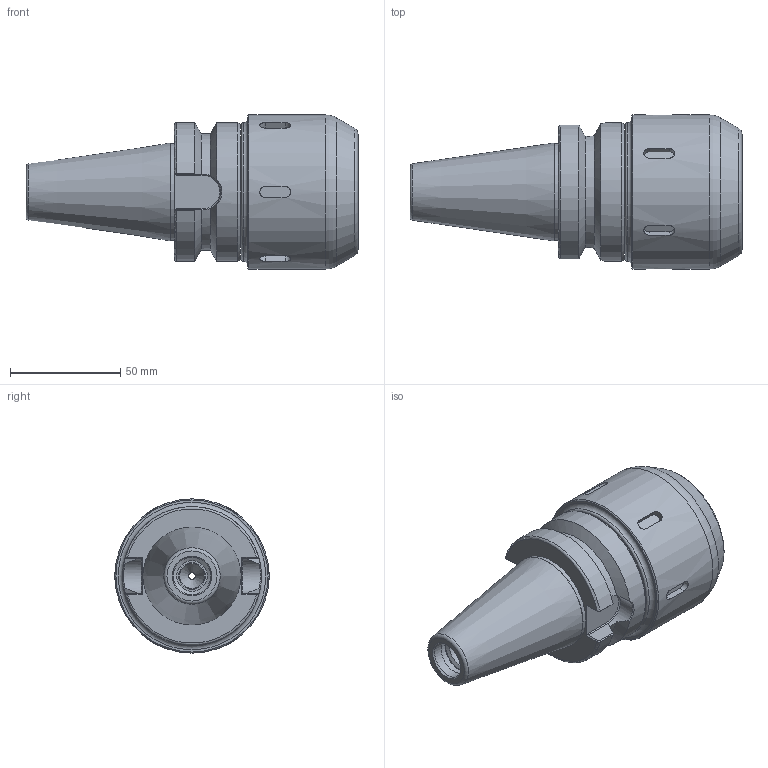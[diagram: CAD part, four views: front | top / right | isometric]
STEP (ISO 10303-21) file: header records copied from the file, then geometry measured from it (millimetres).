
FILE_DESCRIPTION(/* description */ (''),/* implementation_level */ '2;1');
FILE_NAME(/* name */ 'BT40-MC125-0335.stp',/* time_stamp */ '2018-11-29T10:45:59-06:00',/* author */ ('Lee'),/* organization */ (''),/* preprocessor_version */ 'ST-DEVELOPER v17',/* originating_system */ 'Autodesk Inventor LT',/* authorisation */ '');
FILE_SCHEMA (('AUTOMOTIVE_DESIGN { 1 0 10303 214 3 1 1 }'));
Length unit declared in the file: millimetre
Products named in the file (1): BT40-MC125-0335
Bounding box: 150.7 x 70 x 70 mm (x, y, z)
Volume: 265871.7 mm3; surface area: 49425.4 mm2
Topology: 1 solids, 1 shells, 195 faces, 547 edges, 377 vertices
Faces by surface type: plane 80, cylinder 58, torus 25, cone 22, bspline 10
Full cylindrical faces by diameter (mm): 3 x1, 11 x1, 12 x1, 14 x1, 16 x1, 17 x1, 18 x1, 33 x1, 37 x1, 44 x1, 46 x1, 50 x1, 52 x1, 59 x1, 63 x1, 70 x1
Entity records: 7600 total; most frequent: CARTESIAN_POINT 2591, ORIENTED_EDGE 1094, DIRECTION 985, EDGE_CURVE 547, VERTEX_POINT 377, AXIS2_PLACEMENT_3D 372, LINE 241, VECTOR 241
